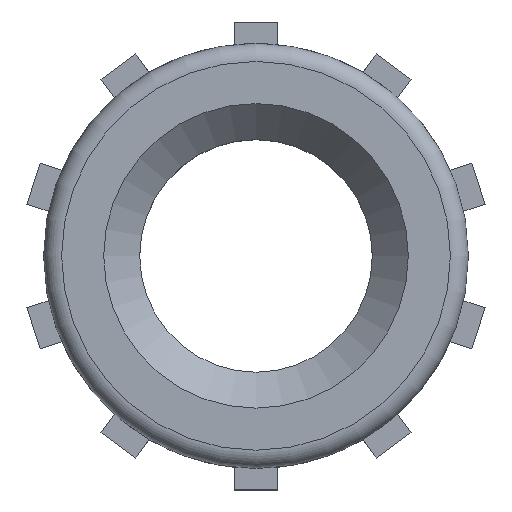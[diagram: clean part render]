
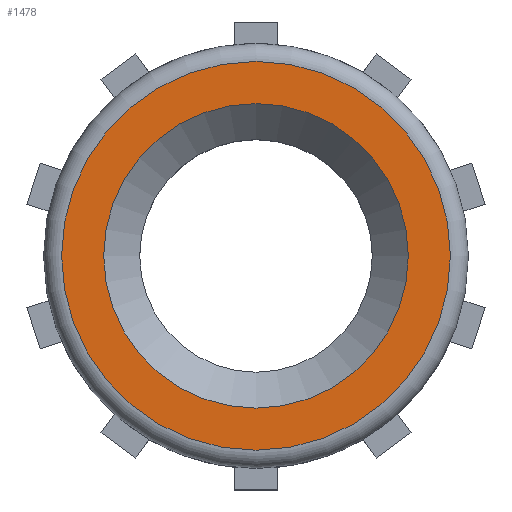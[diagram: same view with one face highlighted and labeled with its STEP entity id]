
A CAD part, top view. The second image highlights one B-rep face of the part: STEP entity #1478.
In plain terms, the highlighted planar face has unit normal (0, 0, 1).
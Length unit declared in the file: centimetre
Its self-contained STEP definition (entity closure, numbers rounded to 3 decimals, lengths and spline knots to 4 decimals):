
#419=PLANE('',#1561);
#486=VERTEX_POINT('',#1669);
#487=VERTEX_POINT('',#1672);
#630=CIRCLE('',#1560,0.423);
#631=CIRCLE('',#1562,0.54);
#666=EDGE_CURVE('',#486,#486,#630,.T.);
#667=EDGE_CURVE('',#487,#487,#631,.T.);
#882=ORIENTED_EDGE('',*,*,#667,.F.);
#883=ORIENTED_EDGE('',*,*,#666,.F.);
#1306=EDGE_LOOP('',(#882));
#1307=EDGE_LOOP('',(#883));
#1394=FACE_BOUND('',#1306,.T.);
#1395=FACE_BOUND('',#1307,.T.);
#1478=ADVANCED_FACE('',(#1394,#1395),#419,.T.);
#1560=AXIS2_PLACEMENT_3D('',#1668,#2075,#2076);
#1561=AXIS2_PLACEMENT_3D('',#1670,#2077,$);
#1562=AXIS2_PLACEMENT_3D('',#1671,#2078,#2079);
#1668=CARTESIAN_POINT('',(0.,0.,0.2415));
#1669=CARTESIAN_POINT('',(0.423,0.,0.2415));
#1670=CARTESIAN_POINT('',(0.,0.,0.2415));
#1671=CARTESIAN_POINT('',(0.,0.,0.2415));
#1672=CARTESIAN_POINT('',(0.54,0.,0.2415));
#2075=DIRECTION('',(0.,0.,1.));
#2076=DIRECTION('',(-0.423,0.,0.));
#2077=DIRECTION('',(0.,0.,1.));
#2078=DIRECTION('',(0.,0.,-1.));
#2079=DIRECTION('',(-0.54,0.,0.));
